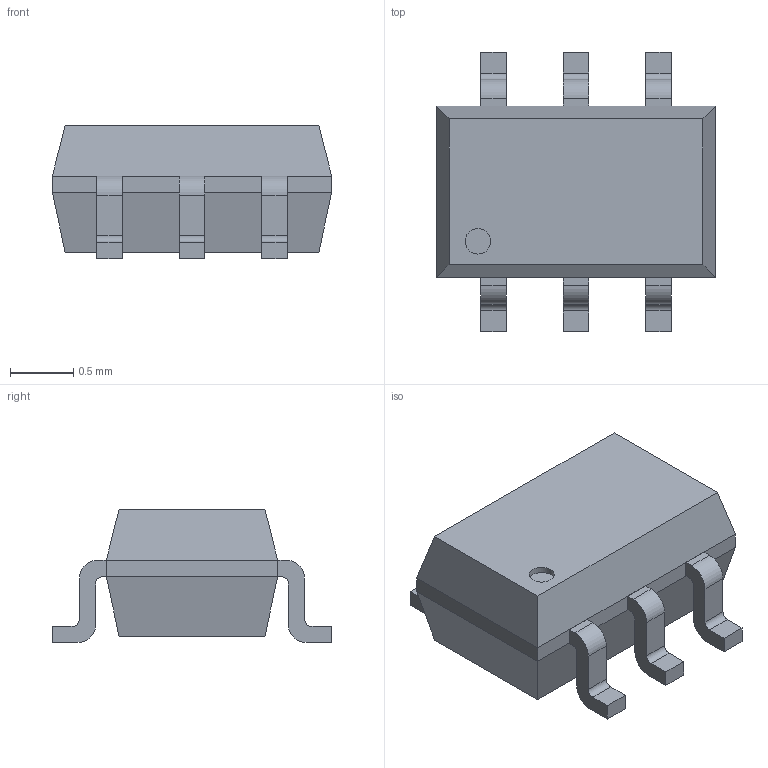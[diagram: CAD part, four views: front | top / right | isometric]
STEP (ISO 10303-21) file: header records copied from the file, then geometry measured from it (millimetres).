
FILE_DESCRIPTION(('FreeCAD Model'),'2;1');
FILE_NAME('sot363.stp', '2015-11-30T06:20:13',('Author'),(''), 'Open CASCADE STEP processor 6.7','FreeCAD','Unknown');
FILE_SCHEMA(('AUTOMOTIVE_DESIGN_CC2 { 1 2 10303 214 -1 1 5 4 }'));
Length unit declared in the file: millimetre
Products named in the file (4): ASSEMBLY; Array_(Mirror_#1); Array; Pocket
Assembly tree (3 placements, depth 2):
  ASSEMBLY
    Array_(Mirror_#1)
    Array
    Pocket
Bounding box: 2.2 x 2.2 x 1.05 mm (x, y, z)
Volume: 2.8 mm3; surface area: 15.3 mm2
Topology: 7 solids, 7 shells, 100 faces, 247 edges, 162 vertices
Faces by surface type: plane 75, cylinder 25
Full cylindrical faces by diameter (mm): 0.2 x1
Entity records: 6447 total; most frequent: CARTESIAN_POINT 1157, DIRECTION 974, LINE 641, VECTOR 641, ORIENTED_EDGE 494, PCURVE 494, DEFINITIONAL_REPRESENTATION 494, EDGE_CURVE 247
